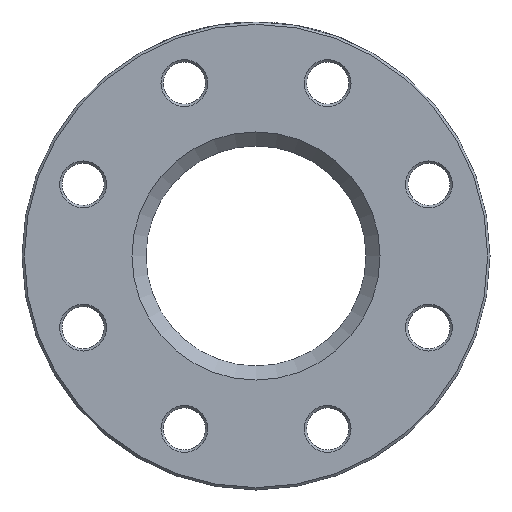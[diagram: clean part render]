
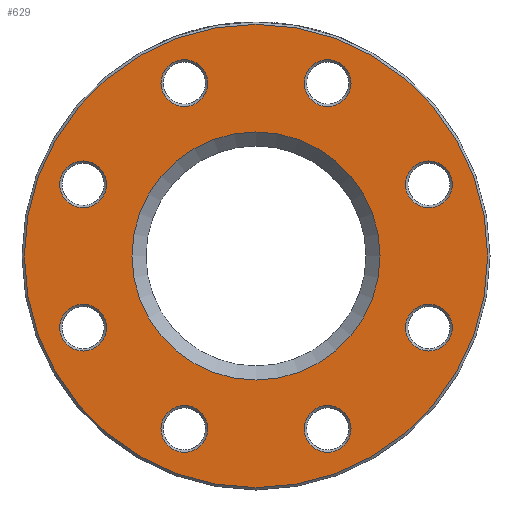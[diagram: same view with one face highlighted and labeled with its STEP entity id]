
A CAD part, left-side view. The second image highlights one B-rep face of the part: STEP entity #629.
In plain terms, the highlighted planar face has unit normal (-1, 0, 0).
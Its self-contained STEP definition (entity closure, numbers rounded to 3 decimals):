
#56 = AXIS2_PLACEMENT_3D ( 'NONE', #5367, #3395, #5882 ) ;
#130 = AXIS2_PLACEMENT_3D ( 'NONE', #5265, #4828, #203 ) ;
#178 = FACE_BOUND ( 'NONE', #5892, .T. ) ;
#203 = DIRECTION ( 'NONE',  ( 0., 0., -1. ) ) ;
#223 = EDGE_CURVE ( 'NONE', #3243, #3243, #6405, .T. ) ;
#548 = EDGE_CURVE ( 'NONE', #6336, #6336, #5315, .T. ) ;
#629 = ADVANCED_FACE ( 'NONE', ( #5861, #5276, #178, #3271, #716, #2301, #1258, #5825, #6329, #4302 ), #2804, .F. ) ;
#684 = CARTESIAN_POINT ( 'NONE',  ( 0., 47., 0. ) ) ;
#716 = FACE_BOUND ( 'NONE', #5564, .T. ) ;
#825 = VERTEX_POINT ( 'NONE', #2887 ) ;
#932 = ORIENTED_EDGE ( 'NONE', *, *, #223, .T. ) ;
#1074 = EDGE_LOOP ( 'NONE', ( #2930 ) ) ;
#1154 = ORIENTED_EDGE ( 'NONE', *, *, #2935, .T. ) ;
#1188 = DIRECTION ( 'NONE',  ( 0., 0., -1. ) ) ;
#1195 = VERTEX_POINT ( 'NONE', #3346 ) ;
#1205 = DIRECTION ( 'NONE',  ( 0., 0., -1. ) ) ;
#1223 = DIRECTION ( 'NONE',  ( 0., 0., -1. ) ) ;
#1241 = CIRCLE ( 'NONE', #6080, 10. ) ;
#1258 = FACE_BOUND ( 'NONE', #3001, .T. ) ;
#1273 = EDGE_LOOP ( 'NONE', ( #2636 ) ) ;
#1328 = CARTESIAN_POINT ( 'NONE',  ( 0., 73.91, -40.615 ) ) ;
#1472 = CARTESIAN_POINT ( 'NONE',  ( 0., -30.615, 63.91 ) ) ;
#1695 = VERTEX_POINT ( 'NONE', #3738 ) ;
#1759 = DIRECTION ( 'NONE',  ( 1., 0., 0. ) ) ;
#1915 = EDGE_LOOP ( 'NONE', ( #3374 ) ) ;
#1944 = CARTESIAN_POINT ( 'NONE',  ( 0., 73.91, 20.615 ) ) ;
#2266 = CIRCLE ( 'NONE', #4615, 10. ) ;
#2301 = FACE_BOUND ( 'NONE', #3854, .T. ) ;
#2371 = EDGE_CURVE ( 'NONE', #3876, #3876, #2870, .T. ) ;
#2393 = ORIENTED_EDGE ( 'NONE', *, *, #2583, .T. ) ;
#2437 = DIRECTION ( 'NONE',  ( 0., 0., -1. ) ) ;
#2446 = EDGE_CURVE ( 'NONE', #5935, #5935, #6472, .T. ) ;
#2583 = EDGE_CURVE ( 'NONE', #1695, #1695, #4659, .T. ) ;
#2636 = ORIENTED_EDGE ( 'NONE', *, *, #4895, .T. ) ;
#2803 = EDGE_LOOP ( 'NONE', ( #6414 ) ) ;
#2804 = PLANE ( 'NONE',  #4501 ) ;
#2806 = CIRCLE ( 'NONE', #6573, 53. ) ;
#2822 = EDGE_CURVE ( 'NONE', #825, #825, #1241, .T. ) ;
#2850 = CARTESIAN_POINT ( 'NONE',  ( 0., -73.91, 20.615 ) ) ;
#2870 = CIRCLE ( 'NONE', #6621, 10. ) ;
#2887 = CARTESIAN_POINT ( 'NONE',  ( 0., -73.91, -40.615 ) ) ;
#2920 = CIRCLE ( 'NONE', #5484, 10. ) ;
#2930 = ORIENTED_EDGE ( 'NONE', *, *, #5711, .T. ) ;
#2935 = EDGE_CURVE ( 'NONE', #1195, #1195, #2977, .T. ) ;
#2977 = CIRCLE ( 'NONE', #3274, 10. ) ;
#3001 = EDGE_LOOP ( 'NONE', ( #2393 ) ) ;
#3017 = DIRECTION ( 'NONE',  ( 1., 0., 0. ) ) ;
#3239 = DIRECTION ( 'NONE',  ( 1., 0., 0. ) ) ;
#3243 = VERTEX_POINT ( 'NONE', #6303 ) ;
#3260 = DIRECTION ( 'NONE',  ( 0., 0., -1. ) ) ;
#3271 = FACE_BOUND ( 'NONE', #1074, .T. ) ;
#3274 = AXIS2_PLACEMENT_3D ( 'NONE', #6379, #3745, #5805 ) ;
#3346 = CARTESIAN_POINT ( 'NONE',  ( 0., 30.615, 63.91 ) ) ;
#3374 = ORIENTED_EDGE ( 'NONE', *, *, #2371, .T. ) ;
#3395 = DIRECTION ( 'NONE',  ( 1., 0., 0. ) ) ;
#3615 = ORIENTED_EDGE ( 'NONE', *, *, #548, .T. ) ;
#3738 = CARTESIAN_POINT ( 'NONE',  ( 0., -30.615, -83.91 ) ) ;
#3745 = DIRECTION ( 'NONE',  ( 1., 0., 0. ) ) ;
#3800 = DIRECTION ( 'NONE',  ( 1., 0., 0. ) ) ;
#3854 = EDGE_LOOP ( 'NONE', ( #6168 ) ) ;
#3876 = VERTEX_POINT ( 'NONE', #1328 ) ;
#3900 = CARTESIAN_POINT ( 'NONE',  ( 0., 73.91, 30.615 ) ) ;
#3904 = ORIENTED_EDGE ( 'NONE', *, *, #5380, .T. ) ;
#3910 = CARTESIAN_POINT ( 'NONE',  ( 0., 30.615, -73.91 ) ) ;
#4013 = CARTESIAN_POINT ( 'NONE',  ( 0., -73.91, -30.615 ) ) ;
#4142 = CARTESIAN_POINT ( 'NONE',  ( 0., -73.91, 30.615 ) ) ;
#4224 = CARTESIAN_POINT ( 'NONE',  ( 0., 73.91, -30.615 ) ) ;
#4302 = FACE_BOUND ( 'NONE', #6576, .T. ) ;
#4358 = AXIS2_PLACEMENT_3D ( 'NONE', #3910, #6248, #1205 ) ;
#4501 = AXIS2_PLACEMENT_3D ( 'NONE', #684, #1759, #1223 ) ;
#4506 = DIRECTION ( 'NONE',  ( 1., 0., 0. ) ) ;
#4615 = AXIS2_PLACEMENT_3D ( 'NONE', #3900, #5481, #5962 ) ;
#4659 = CIRCLE ( 'NONE', #56, 10. ) ;
#4828 = DIRECTION ( 'NONE',  ( -1., 0., 0. ) ) ;
#4895 = EDGE_CURVE ( 'NONE', #5972, #5972, #2806, .T. ) ;
#5012 = CARTESIAN_POINT ( 'NONE',  ( 0., -30.615, 73.91 ) ) ;
#5265 = CARTESIAN_POINT ( 'NONE',  ( 0., 0., 0. ) ) ;
#5276 = FACE_OUTER_BOUND ( 'NONE', #2803, .T. ) ;
#5313 = DIRECTION ( 'NONE',  ( 0., 0., -1. ) ) ;
#5315 = CIRCLE ( 'NONE', #5976, 10. ) ;
#5367 = CARTESIAN_POINT ( 'NONE',  ( 0., -30.615, -73.91 ) ) ;
#5380 = EDGE_CURVE ( 'NONE', #6547, #6547, #2266, .T. ) ;
#5481 = DIRECTION ( 'NONE',  ( 1., 0., 0. ) ) ;
#5484 = AXIS2_PLACEMENT_3D ( 'NONE', #5012, #4506, #2437 ) ;
#5523 = EDGE_LOOP ( 'NONE', ( #932 ) ) ;
#5564 = EDGE_LOOP ( 'NONE', ( #3615 ) ) ;
#5711 = EDGE_CURVE ( 'NONE', #6045, #6045, #2920, .T. ) ;
#5805 = DIRECTION ( 'NONE',  ( 0., 0., -1. ) ) ;
#5825 = FACE_BOUND ( 'NONE', #5523, .T. ) ;
#5835 = CARTESIAN_POINT ( 'NONE',  ( 0., 0., -99. ) ) ;
#5861 = FACE_BOUND ( 'NONE', #1273, .T. ) ;
#5864 = CARTESIAN_POINT ( 'NONE',  ( 0., 0., 0. ) ) ;
#5882 = DIRECTION ( 'NONE',  ( 0., 0., -1. ) ) ;
#5892 = EDGE_LOOP ( 'NONE', ( #1154 ) ) ;
#5935 = VERTEX_POINT ( 'NONE', #5835 ) ;
#5962 = DIRECTION ( 'NONE',  ( 0., 0., -1. ) ) ;
#5972 = VERTEX_POINT ( 'NONE', #6612 ) ;
#5976 = AXIS2_PLACEMENT_3D ( 'NONE', #4142, #3800, #1188 ) ;
#6045 = VERTEX_POINT ( 'NONE', #1472 ) ;
#6080 = AXIS2_PLACEMENT_3D ( 'NONE', #4013, #3017, #6637 ) ;
#6168 = ORIENTED_EDGE ( 'NONE', *, *, #2822, .T. ) ;
#6248 = DIRECTION ( 'NONE',  ( 1., 0., 0. ) ) ;
#6281 = DIRECTION ( 'NONE',  ( 1., 0., 0. ) ) ;
#6303 = CARTESIAN_POINT ( 'NONE',  ( 0., 30.615, -83.91 ) ) ;
#6329 = FACE_BOUND ( 'NONE', #1915, .T. ) ;
#6336 = VERTEX_POINT ( 'NONE', #2850 ) ;
#6379 = CARTESIAN_POINT ( 'NONE',  ( 0., 30.615, 73.91 ) ) ;
#6405 = CIRCLE ( 'NONE', #4358, 10. ) ;
#6414 = ORIENTED_EDGE ( 'NONE', *, *, #2446, .T. ) ;
#6472 = CIRCLE ( 'NONE', #130, 99. ) ;
#6547 = VERTEX_POINT ( 'NONE', #1944 ) ;
#6573 = AXIS2_PLACEMENT_3D ( 'NONE', #5864, #3239, #5313 ) ;
#6576 = EDGE_LOOP ( 'NONE', ( #3904 ) ) ;
#6612 = CARTESIAN_POINT ( 'NONE',  ( 0., 0., -53. ) ) ;
#6621 = AXIS2_PLACEMENT_3D ( 'NONE', #4224, #6281, #3260 ) ;
#6637 = DIRECTION ( 'NONE',  ( 0., 0., -1. ) ) ;
